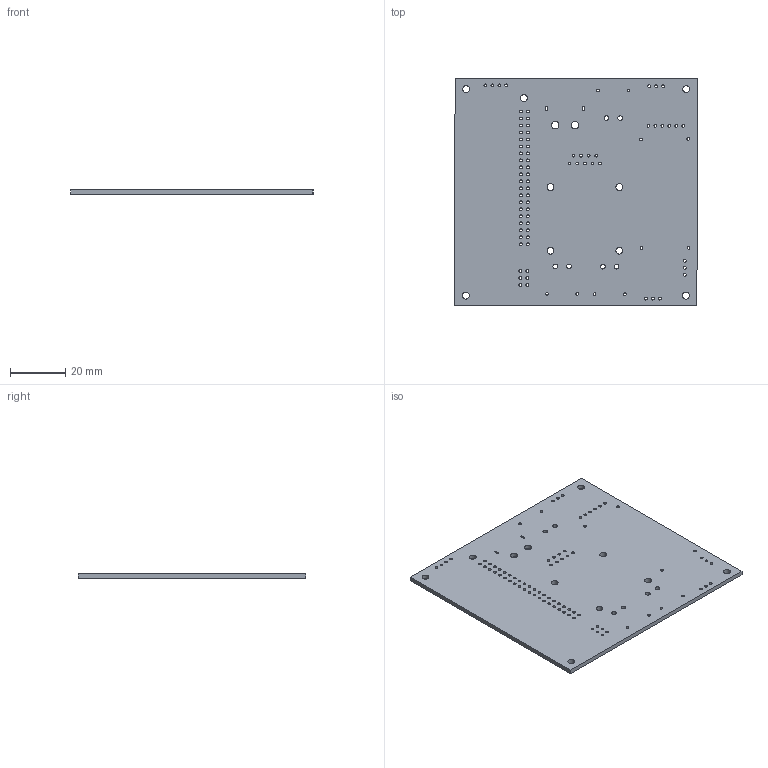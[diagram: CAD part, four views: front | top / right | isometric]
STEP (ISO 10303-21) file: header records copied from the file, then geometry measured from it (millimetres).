
FILE_DESCRIPTION(('KiCad electronic assembly'),'2;1');
FILE_NAME('CubeSat.step','2022-11-04T01:27:06',('Pcbnew'),('Kicad'), 'Open CASCADE STEP processor 7.5','KiCad to STEP converter','Unknown' );
FILE_SCHEMA(('AUTOMOTIVE_DESIGN { 1 0 10303 214 1 1 1 1 }'));
Length unit declared in the file: millimetre
Products named in the file (2): CubeSat 1; MJBOTS-CubeSat PCB
Assembly tree (1 placements, depth 2):
  CubeSat 1
    MJBOTS-CubeSat PCB
Bounding box: 88.1 x 82.7 x 1.6 mm (x, y, z)
Volume: 11424.8 mm3; surface area: 15454 mm2
Topology: 1 solids, 1 shells, 115 faces, 339 edges, 226 vertices
Faces by surface type: cylinder 105, plane 10
Full cylindrical faces by diameter (mm): 1 x84, 1.7 x6, 2.5 x9, 2.7 x2
Entity records: 9459 total; most frequent: CARTESIAN_POINT 2620, DIRECTION 1251, ORIENTED_EDGE 678, PCURVE 678, DEFINITIONAL_REPRESENTATION 678, LINE 597, VECTOR 597, EDGE_CURVE 339
